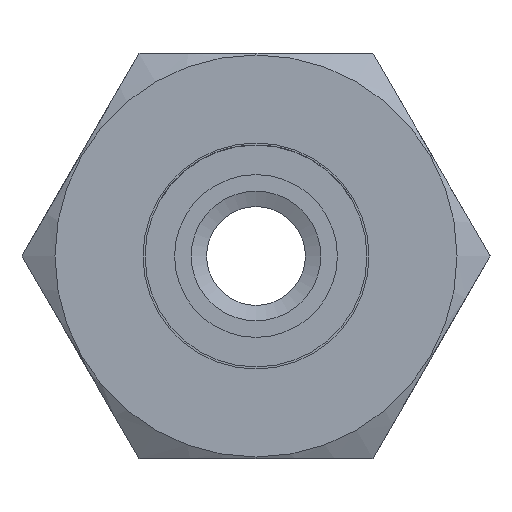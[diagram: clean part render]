
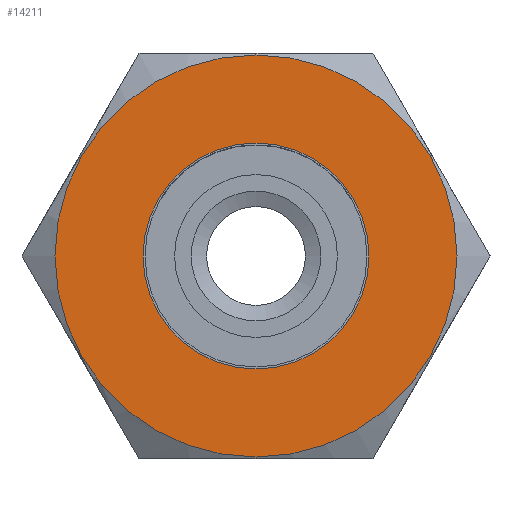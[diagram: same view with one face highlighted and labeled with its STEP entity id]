
A CAD part, left-side view. The second image highlights one B-rep face of the part: STEP entity #14211.
In plain terms, the highlighted planar face has unit normal (-1, 0, 0).
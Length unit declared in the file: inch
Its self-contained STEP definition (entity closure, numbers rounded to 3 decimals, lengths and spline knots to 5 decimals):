
#1023 = DIRECTION ( 'NONE',  ( 1., 0., 0. ) ) ;
#1219 = AXIS2_PLACEMENT_3D ( 'NONE', #15556, #12714, #9683 ) ;
#4619 = DIRECTION ( 'NONE',  ( 0., 0., 1. ) ) ;
#5163 = AXIS2_PLACEMENT_3D ( 'NONE', #14444, #1023, #5438 ) ;
#5438 = DIRECTION ( 'NONE',  ( 0., 0., -1. ) ) ;
#7244 = VERTEX_POINT ( 'NONE', #9707 ) ;
#7654 = ORIENTED_EDGE ( 'NONE', *, *, #18426, .F. ) ;
#7764 = CARTESIAN_POINT ( 'NONE',  ( -0.24587, 0.55335, 0.02498 ) ) ;
#8170 = VERTEX_POINT ( 'NONE', #13796 ) ;
#9045 = EDGE_LOOP ( 'NONE', ( #18751 ) ) ;
#9683 = DIRECTION ( 'NONE',  ( 0., 0., -1. ) ) ;
#9707 = CARTESIAN_POINT ( 'NONE',  ( -0.24587, 0.20485, -0.32352 ) ) ;
#10737 = FACE_OUTER_BOUND ( 'NONE', #13479, .T. ) ;
#12209 = AXIS2_PLACEMENT_3D ( 'NONE', #7764, #16232, #4619 ) ;
#12688 = CIRCLE ( 'NONE', #1219, 0.3485 ) ;
#12714 = DIRECTION ( 'NONE',  ( 1., 0., 0. ) ) ;
#13194 = FACE_BOUND ( 'NONE', #9045, .T. ) ;
#13396 = PLANE ( 'NONE',  #12209 ) ;
#13479 = EDGE_LOOP ( 'NONE', ( #7654 ) ) ;
#13796 = CARTESIAN_POINT ( 'NONE',  ( -0.24587, 0.20485, -0.59502 ) ) ;
#14211 = ADVANCED_FACE ( 'NONE', ( #13194, #10737 ), #13396, .T. ) ;
#14444 = CARTESIAN_POINT ( 'NONE',  ( -0.24587, 0.20485, 0.02498 ) ) ;
#15556 = CARTESIAN_POINT ( 'NONE',  ( -0.24587, 0.20485, 0.02498 ) ) ;
#16068 = CIRCLE ( 'NONE', #5163, 0.62 ) ;
#16232 = DIRECTION ( 'NONE',  ( -1., 0., 0. ) ) ;
#16559 = EDGE_CURVE ( 'NONE', #7244, #7244, #12688, .T. ) ;
#18426 = EDGE_CURVE ( 'NONE', #8170, #8170, #16068, .T. ) ;
#18751 = ORIENTED_EDGE ( 'NONE', *, *, #16559, .T. ) ;
